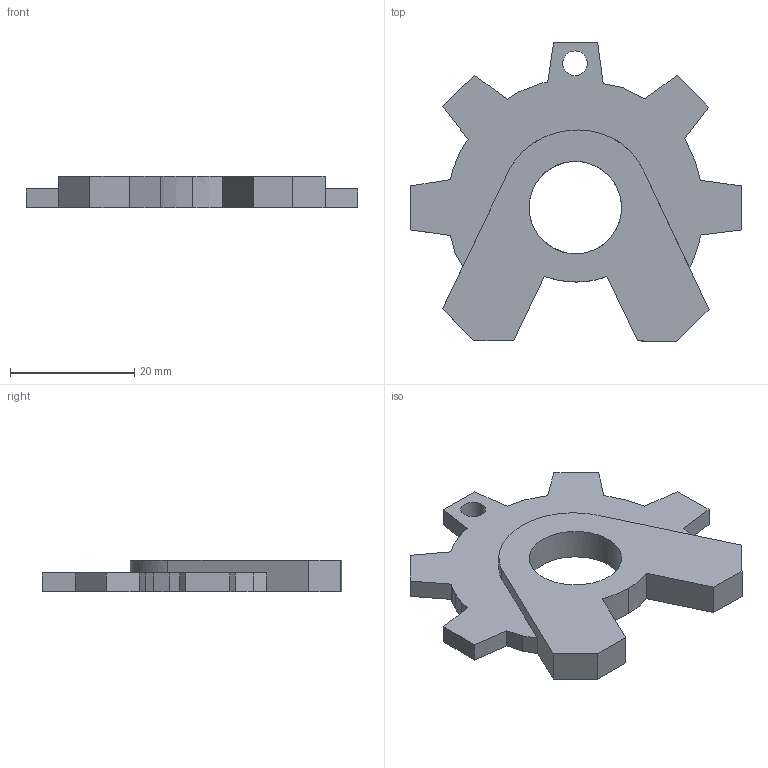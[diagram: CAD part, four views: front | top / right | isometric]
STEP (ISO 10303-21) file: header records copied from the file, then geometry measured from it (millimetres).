
FILE_DESCRIPTION(('FreeCAD Model'),'2;1');
FILE_NAME('obijuan-academy.step','2015-02-17T01:44:56',('Author'),(''), 'Open CASCADE STEP processor 6.7','FreeCAD','Unknown');
FILE_SCHEMA(('AUTOMOTIVE_DESIGN_CC2 { 1 2 10303 214 -1 1 5 4 }'));
Length unit declared in the file: millimetre
Products named in the file (1): obijuan-academy-keychain-final
Bounding box: 53.34 x 48.11 x 5 mm (x, y, z)
Volume: 5625.9 mm3; surface area: 4026.8 mm2
Topology: 1 solids, 1 shells, 48 faces, 139 edges, 92 vertices
Faces by surface type: extrusion 44, plane 3, cylinder 1
Full cylindrical faces by diameter (mm): 3.972 x1
Entity records: 6252 total; most frequent: CARTESIAN_POINT 3825, DIRECTION 279, ORIENTED_EDGE 276, PCURVE 276, DEFINITIONAL_REPRESENTATION 276, VECTOR 263, B_SPLINE_CURVE_WITH_KNOTS 232, LINE 219
